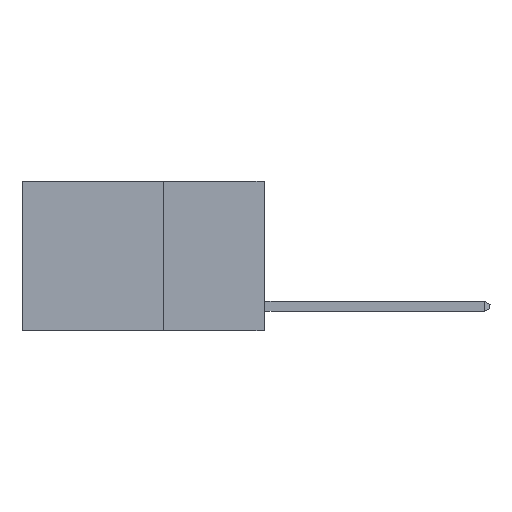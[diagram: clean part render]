
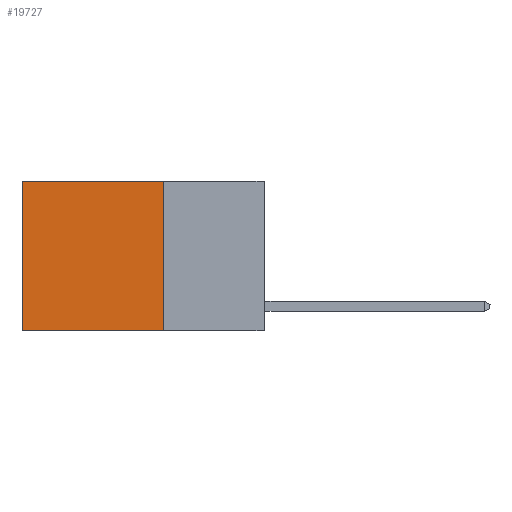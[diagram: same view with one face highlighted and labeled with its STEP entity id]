
A CAD part, left-side view. The second image highlights one B-rep face of the part: STEP entity #19727.
In plain terms, the highlighted planar face has unit normal (-1, 0, 0).
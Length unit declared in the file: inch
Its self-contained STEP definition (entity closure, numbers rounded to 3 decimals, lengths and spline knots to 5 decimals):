
#134 = ORIENTED_EDGE ( 'NONE', *, *, #19485, .T. ) ;
#1004 = VECTOR ( 'NONE', #17889, 39.37008 ) ;
#1345 = CARTESIAN_POINT ( 'NONE',  ( 0.2625, 0.25, 0. ) ) ;
#1791 = CARTESIAN_POINT ( 'NONE',  ( 0.2625, 0.25, 0. ) ) ;
#3138 = ORIENTED_EDGE ( 'NONE', *, *, #26654, .F. ) ;
#4627 = VERTEX_POINT ( 'NONE', #8538 ) ;
#6046 = DIRECTION ( 'NONE',  ( 0., 1., 0. ) ) ;
#6521 = CARTESIAN_POINT ( 'NONE',  ( 0.2625, 0.25, -0.37 ) ) ;
#6570 = EDGE_CURVE ( 'NONE', #6830, #22168, #10939, .T. ) ;
#6633 = EDGE_LOOP ( 'NONE', ( #9511, #27964, #3138, #134 ) ) ;
#6738 = VECTOR ( 'NONE', #6046, 39.37008 ) ;
#6830 = VERTEX_POINT ( 'NONE', #22423 ) ;
#8538 = CARTESIAN_POINT ( 'NONE',  ( 0.2625, 0.25, 0. ) ) ;
#9024 = LINE ( 'NONE', #13442, #6738 ) ;
#9511 = ORIENTED_EDGE ( 'NONE', *, *, #6570, .T. ) ;
#10225 = CARTESIAN_POINT ( 'NONE',  ( 0.2625, 0.6, -0.37 ) ) ;
#10502 = PLANE ( 'NONE',  #27503 ) ;
#10794 = CARTESIAN_POINT ( 'NONE',  ( 0.2625, 0.6, 0. ) ) ;
#10939 = LINE ( 'NONE', #10794, #1004 ) ;
#13442 = CARTESIAN_POINT ( 'NONE',  ( 0.2625, 0.25, -0.37 ) ) ;
#14841 = DIRECTION ( 'NONE',  ( 0., 0., -1. ) ) ;
#15474 = VERTEX_POINT ( 'NONE', #6521 ) ;
#16005 = DIRECTION ( 'NONE',  ( 1., 0., 0. ) ) ;
#16303 = LINE ( 'NONE', #1791, #21190 ) ;
#17889 = DIRECTION ( 'NONE',  ( 0., 0., -1. ) ) ;
#17916 = DIRECTION ( 'NONE',  ( 0., 0., -1. ) ) ;
#19485 = EDGE_CURVE ( 'NONE', #4627, #6830, #26143, .T. ) ;
#19727 = ADVANCED_FACE ( 'NONE', ( #27693 ), #10502, .F. ) ;
#21190 = VECTOR ( 'NONE', #14841, 39.37008 ) ;
#22168 = VERTEX_POINT ( 'NONE', #10225 ) ;
#22423 = CARTESIAN_POINT ( 'NONE',  ( 0.2625, 0.6, 0. ) ) ;
#24487 = VECTOR ( 'NONE', #28508, 39.37008 ) ;
#26143 = LINE ( 'NONE', #28360, #24487 ) ;
#26654 = EDGE_CURVE ( 'NONE', #4627, #15474, #16303, .T. ) ;
#27503 = AXIS2_PLACEMENT_3D ( 'NONE', #1345, #16005, #17916 ) ;
#27693 = FACE_OUTER_BOUND ( 'NONE', #6633, .T. ) ;
#27964 = ORIENTED_EDGE ( 'NONE', *, *, #29546, .F. ) ;
#28360 = CARTESIAN_POINT ( 'NONE',  ( 0.2625, 0.25, 0. ) ) ;
#28508 = DIRECTION ( 'NONE',  ( 0., 1., 0. ) ) ;
#29546 = EDGE_CURVE ( 'NONE', #15474, #22168, #9024, .T. ) ;
